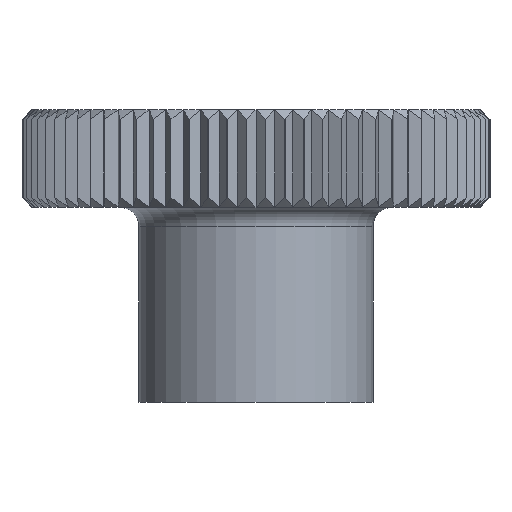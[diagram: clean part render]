
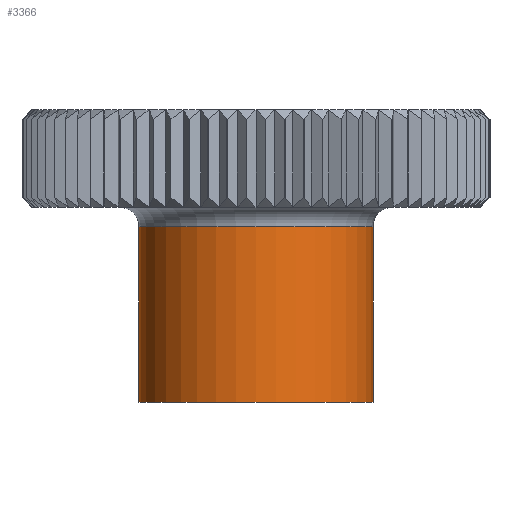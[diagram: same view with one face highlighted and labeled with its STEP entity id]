
A CAD part, front view. The second image highlights one B-rep face of the part: STEP entity #3366.
In plain terms, the highlighted cylindrical face has radius 6 mm (diameter 12 mm), a partial arc.
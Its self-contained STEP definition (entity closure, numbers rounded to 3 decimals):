
#3366=ADVANCED_FACE('',(#7065),#7066,.T.);
#3610=EDGE_CURVE('',#4158,#4284,#7335,.T.);
#3732=VERTEX_POINT('',#7469);
#3986=EDGE_CURVE('',#4654,#4284,#7757,.T.);
#4158=VERTEX_POINT('',#7948);
#4176=EDGE_CURVE('',#3732,#4654,#7967,.T.);
#4284=VERTEX_POINT('',#8083);
#4654=VERTEX_POINT('',#8494);
#4740=EDGE_CURVE('',#4158,#3732,#8589,.T.);
#7065=FACE_OUTER_BOUND('',#12657,.T.);
#7066=CYLINDRICAL_SURFACE('',#12658,6.0);
#7335=CIRCLE('',#13252,6.0);
#7469=CARTESIAN_POINT('',(6.,0.,0.));
#7757=LINE('',#14055,#14056);
#7948=CARTESIAN_POINT('',(6.,0.,9.));
#7967=CIRCLE('',#14508,6.0);
#8083=CARTESIAN_POINT('',(-6.,0.,9.));
#8494=CARTESIAN_POINT('',(-6.,0.,0.));
#8589=LINE('',#15830,#15831);
#12657=EDGE_LOOP('',(#19085,#19086,#19087,#19088));
#12658=AXIS2_PLACEMENT_3D('',#19089,#19090,#19091);
#13252=AXIS2_PLACEMENT_3D('',#19354,#19355,#19356);
#14055=CARTESIAN_POINT('',(-6.,0.,4.5));
#14056=VECTOR('',#19942,1.0);
#14508=AXIS2_PLACEMENT_3D('',#20152,#20153,#20154);
#15830=CARTESIAN_POINT('',(6.,0.,4.5));
#15831=VECTOR('',#20816,1.0);
#19085=ORIENTED_EDGE('',*,*,#4740,.F.);
#19086=ORIENTED_EDGE('',*,*,#3610,.T.);
#19087=ORIENTED_EDGE('',*,*,#3986,.F.);
#19088=ORIENTED_EDGE('',*,*,#4176,.F.);
#19089=CARTESIAN_POINT('',(0.,0.,4.5));
#19090=DIRECTION('',(-0.0,-0.0,1.0));
#19091=DIRECTION('',(1.0,0.,0.0));
#19354=CARTESIAN_POINT('',(0.,0.,9.));
#19355=DIRECTION('',(0.0,0.0,-1.0));
#19356=DIRECTION('',(1.0,0.,0.0));
#19942=DIRECTION('',(-0.0,-0.0,1.0));
#20152=CARTESIAN_POINT('',(0.,0.,0.));
#20153=DIRECTION('',(0.0,0.0,-1.0));
#20154=DIRECTION('',(1.0,0.,0.0));
#20816=DIRECTION('',(0.0,0.0,-1.0));
